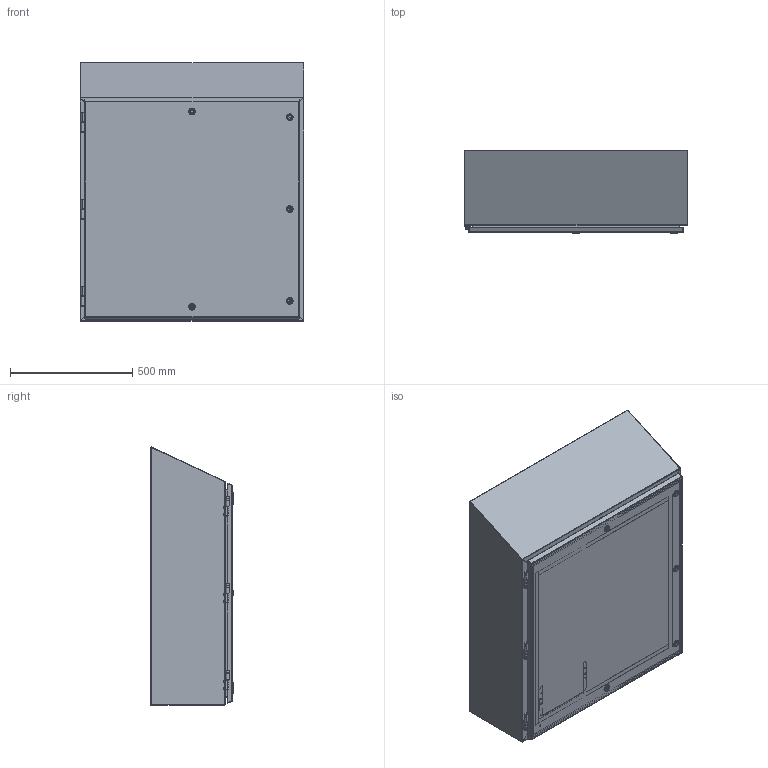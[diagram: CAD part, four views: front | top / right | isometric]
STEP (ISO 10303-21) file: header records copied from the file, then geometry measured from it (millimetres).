
FILE_DESCRIPTION (( 'STEP AP214' ), '1' );
FILE_NAME ('HWST363612S16.STEP', '2020-11-23T22:45:43', ( '' ), ( '' ), 'SwSTEP 2.0', 'SolidWorks 2019', '' );
FILE_SCHEMA (( 'AUTOMOTIVE_DESIGN' ));
Length unit declared in the file: inch
Products named in the file (1): HWST363612S16
Bounding box: 914.4 x 339.6 x 1055.25 mm (x, y, z)
Volume: 6496850.4 mm3; surface area: 7191707.8 mm2
Topology: 77 solids, 78 shells, 1767 faces, 4169 edges, 2630 vertices
Faces by surface type: plane 1094, cylinder 482, bspline 136, cone 55
Full cylindrical faces by diameter (mm): 3.307 x2, 4.166 x2, 4.917 x12, 5 x5, 5.74 x12, 6 x11, 6.096 x12, 6.1 x6, 6.35 x4, 6.985 x6, 7.937 x1, 7.938 x1, 8.433 x8, 9.347 x2, 9.525 x8, 9.83 x10, 12.7 x14, 13.335 x5, 15.875 x11, 16.002 x5, 16.51 x8, 19.5 x5, 19.939 x5, 27.94 x5, 88.9 x1
Entity records: 79061 total; most frequent: CARTESIAN_POINT 16436, ORIENTED_EDGE 7728, DIRECTION 7641, EDGE_CURVE 3864, AXIS2_PLACEMENT_3D 2599, VERTEX_POINT 2563, VECTOR 2443, LINE 2443
